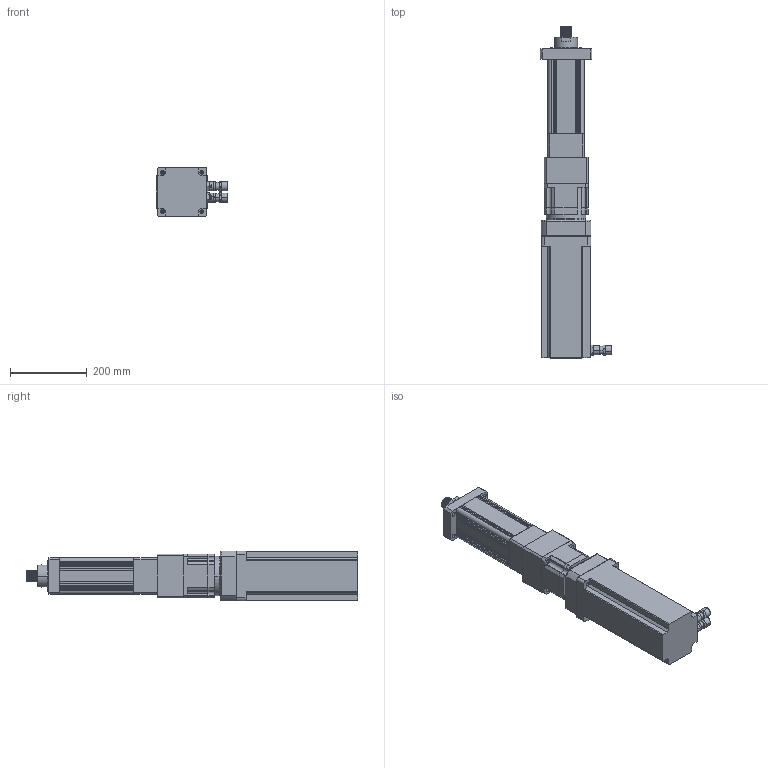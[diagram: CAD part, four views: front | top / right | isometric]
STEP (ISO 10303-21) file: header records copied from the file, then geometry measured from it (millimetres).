
FILE_DESCRIPTION (( 'STEP AP203' ), '1' );
FILE_NAME ('RLA95-10QF-23KN-L50-138mm-s.STEP', '2025-01-14T06:04:46', ( '微软用户' ), ( '微软中国' ), 'SwSTEP 2.0', 'SolidWorks 2022', '' );
FILE_SCHEMA (( 'CONFIG_CONTROL_DESIGN' ));
Length unit declared in the file: millimetre
Products named in the file (4): 130YJ380C(1); 95缸行程50直连前法兰安装; RLA95-10QF-23KN-L50-138mm-s; PGH115-L1-22-110-145-M8-A32(入力带键槽8)
Assembly tree (3 placements, depth 2):
  RLA95-10QF-23KN-L50-138mm-s
    95缸行程50直连前法兰安装
    PGH115-L1-22-110-145-M8-A32(入力带键槽8)
    130YJ380C(1)
Bounding box: 186.75 x 867.75 x 130 mm (x, y, z)
Volume: 9040158.4 mm3; surface area: 721927.7 mm2
Topology: 28 solids, 29 shells, 1034 faces, 2539 edges, 1623 vertices
Faces by surface type: cylinder 360, plane 349, bspline 209, cone 70, torus 46
Entity records: 40220 total; most frequent: CARTESIAN_POINT 17013, ORIENTED_EDGE 5042, DIRECTION 4255, EDGE_CURVE 2521, VERTEX_POINT 1623, AXIS2_PLACEMENT_3D 1564, EDGE_LOOP 1168, VECTOR 1127
